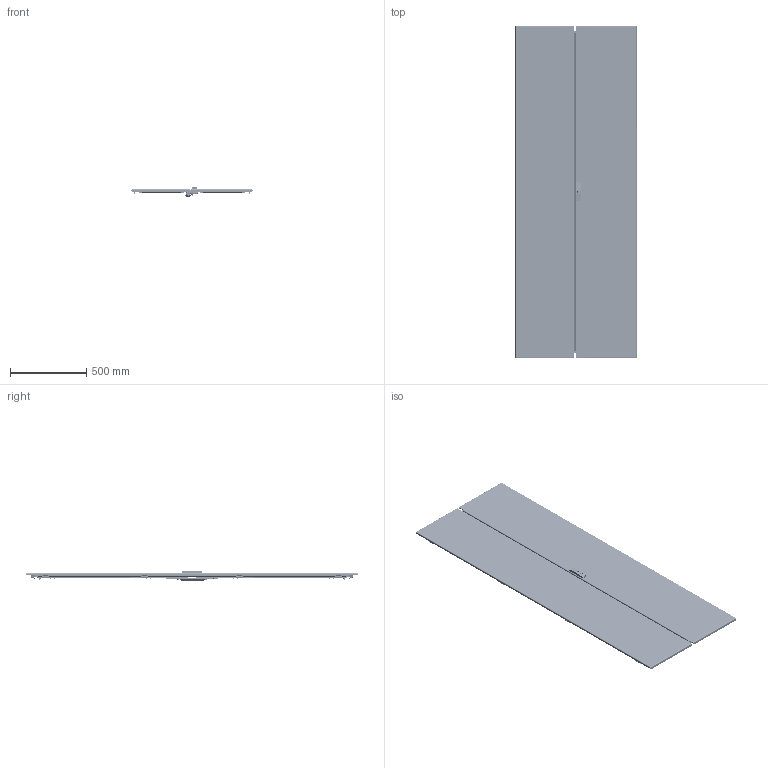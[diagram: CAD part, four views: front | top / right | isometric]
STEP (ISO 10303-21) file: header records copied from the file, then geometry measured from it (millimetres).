
FILE_DESCRIPTION (( 'STEP AP203' ), '1' );
FILE_NAME ('UR24500220808 Äâåðü ãëóõàÿ äâóõñòâîð÷àòàÿ RS52 220.80 ÑÏ (000.801.444).STEP', '2022-04-11T12:56:30', ( '' ), ( '' ), 'SwSTEP 2.0', 'SolidWorks 2017', '' );
FILE_SCHEMA (( 'CONFIG_CONTROL_DESIGN' ));
Length unit declared in the file: millimetre
Products named in the file (58): Óïëîòíèòåëü òèï Å äâåðè ëåâîé RS52; 040-190 Òÿãà êðóãëàÿ LC3_05 (220.00); 040-188 Óïîð äâåðè; 000.210.515 Îñíîâàíèå äâåðè ëåâîé RS52 220.00_00 (220.80); Øïèëüêà ðåçüáîâàÿ Ì6_Œ6å20; Âèíò DIN 7500 C TORX_Œ5å16; 000.210.514 Îñíîâàíèå äâåðè ïðàâîé RS52 220.00_00 (220.80); 025-244 Ïëàíêà çàïîðíàÿ LC3_04 (220.00); 000.169.173 Óïîð äâåðè; 鍔錓_7798_M6x12; 嵑殧趌6402_6; 048-06 Ïðóæèíà ïåòëè çàæèìíàÿ; 000.203.237 Äâåðü ãëóõàÿ ëåâàÿ RS52 220.00_00 (220.80); 012-1988 Ïàíåëü äâåðè ïðàâîé RS52 220.00_00 (220.80); ﾘ琺矜 ⅰⅱ浯 Star-lock_6; 028-98 Ñêîáà; 000.800.088 Òÿãà êðóãëàÿ LC3_05 (220.00); 029-326 ﾊ煇鳫; 000.800.087 Ïëàíêà çàïîðíàÿ LC3_04 (220.00); Çàêëåïêà ðåçüáîâàÿ óìåíüøåííûé áîðòèê øåñòèãðàííàÿ_Œ5å14; 040-172 Ïëàíêà çàïîðíàÿ_00; Óïëîòíèòåëü òèï Å óïîðà äâåðè RS52; 054-200 Ñòîéêà äâåðè RS52_05 (220.00); 028-135 Ñêîáà; 嵑殧趌11371_6; MS896 Çàìîê-íàêëàäêà îñíîâíàÿ äëÿ LC_‡ ªàëâ®; Óïëîòíèòåëü ÏÏÓ äëÿ äâåðè ïðàâîé LC3 âåð. 2_15 (220å40); hex flange nut_din_Hexagon Flange Nut DIN 6923 - M6 - N; Øïèëüêà ïðèâàðíàÿ íåðåçüáîâàÿ_6å10; 012-1989 Ïàíåëü äâåðè ëåâîé RS52 220.00_00 (220.80); 024-315 Ïëàñòèíà òÿãè êðóãëîé; Âèíò DIN 7500 C TORX_Œ5å12; 040-162 ßçûê çàìêà; 061-20 Âñòàâêà Ì6; Âèíò ISO 10642 TX_Œ5å10; 029-325 ﾊ煇鳫; 016-90 Øòûðü ïåòëè LC3; Øïèëüêà çàçåìëåíèÿ CKF CS_Œ6å16; Óïëîòíèòåëü ÏÏÓ äâåðè ëåâîé RS52_15 (220å40); 025-245 Ïëàíêà çàïîðíàÿ LC3_04 (220.00) ...
Assembly tree (193 placements, depth 4):
  UR24500220808 Äâåðü ãëóõàÿ äâóõñòâîð÷àòàÿ RS52 220.80 ÑÏ (000.801.444)
    000.203.236 Äâåðü ãëóõàÿ ïðàâàÿ RS52 220.00_00 (220.80)
      000.210.514 Îñíîâàíèå äâåðè ïðàâîé RS52 220.00_00 (220.80)
        012-1988 Ïàíåëü äâåðè ïðàâîé RS52 220.00_00 (220.80)
        Øïèëüêà ðåçüáîâàÿ Ì6_Œ5å12  x10
        Øïèëüêà çàçåìëåíèÿ CKF CS_Œ6å16  x2
        Øïèëüêà ðåçüáîâàÿ Ì6_Œ6å12  x6
        050-42 Âòóëêà ñêðûòîé ïåòëè  x4
      MS896 Çàìîê-íàêëàäêà îñíîâíàÿ äëÿ LC_‡ ªàëâ®
      Âèíò ISO 10642 TX_Œ5å10  x2
      040-172 Ïëàíêà çàïîðíàÿ_00
      000.800.086 Ïëàíêà çàïîðíàÿ LC3_04 (220.00)
        025-244 Ïëàíêà çàïîðíàÿ LC3_04 (220.00)
        028-98 Ñêîáà  x2
      000.800.087 Ïëàíêà çàïîðíàÿ LC3_04 (220.00)
        025-245 Ïëàíêà çàïîðíàÿ LC3_04 (220.00)
        028-98 Ñêîáà  x2
      ﾘ琺矜 ⅰⅱ浯 Star-lock_6  x6
      000.231.045 Ðàìà óñèëèâàþùàÿ RS52_20 (220.40)
        054-200 Ñòîéêà äâåðè RS52_05 (220.00)  x2
        054-201 Ïîïåðå÷èíà äâåðè RS52_00 (00.40)  x2
        029-373 Ñîåäèíèòåëü óãëîâîé ðàìêè äâåðè RS52  x4
        Âèíò DIN 7500 C TORX_Œ5å16  x8
      Ãàéêà Ýðèêñîíà Ì5 ñ ïëîñêîé ãîëîâêîé  x10
      Óïëîòíèòåëü ÏÏÓ äëÿ äâåðè ïðàâîé LC3 âåð. 2_15 (220å40)
    000.203.237 Äâåðü ãëóõàÿ ëåâàÿ RS52 220.00_00 (220.80)
      000.210.515 Îñíîâàíèå äâåðè ëåâîé RS52 220.00_00 (220.80)
        012-1989 Ïàíåëü äâåðè ëåâîé RS52 220.00_00 (220.80)
        Øïèëüêà ðåçüáîâàÿ Ì6_Œ5å12  x10
        Øïèëüêà çàçåìëåíèÿ CKF CS_Œ6å16  x2
        Øïèëüêà ðåçüáîâàÿ Ì6_Œ6å20  x2
        050-42 Âòóëêà ñêðûòîé ïåòëè  x4
        029-325 ﾊ煇鳫  x2
      029-326 ﾊ煇鳫
      Çàêëåïêà ðåçüáîâàÿ óìåíüøåííûé áîðòèê øåñòèãðàííàÿ_Œ5å14  x10
      Âèíò ISO 7380-2 TX_Œ5å16  x2
      219-1-2-00 Çàìîê-ðó÷êà ñ ìåõàíèçìîì
      040-162 ßçûê çàìêà
      040-162-01 ßçûê çàìêà
      061-20 Âñòàâêà Ì6  x2
      嵑殧趌11371_6  x2
      嵑殧趌6402_6  x2
      蹴濋趌5915_M6  x2
      000.800.088 Òÿãà êðóãëàÿ LC3_05 (220.00)  x2
        040-190 Òÿãà êðóãëàÿ LC3_05 (220.00)
        024-315 Ïëàñòèíà òÿãè êðóãëîé
        024-344 Ïëàñòèíà òÿãè êðóãëîé
        Øïèëüêà ïðèâàðíàÿ íåðåçüáîâàÿ_6å10
      鍔錓_7798_M6x12  x2
      hex flange nut_din_Hexagon Flange Nut DIN 6923 - M6 - N  x2
      ﾘ琺矜 ⅰⅱ浯 Star-lock_6  x2
      000.231.045 Ðàìà óñèëèâàþùàÿ RS52_20 (220.40)
        054-200 Ñòîéêà äâåðè RS52_05 (220.00)  x2
        054-201 Ïîïåðå÷èíà äâåðè RS52_00 (00.40)  x2
        029-373 Ñîåäèíèòåëü óãëîâîé ðàìêè äâåðè RS52  x4
        Âèíò DIN 7500 C TORX_Œ5å16  x8
      Ãàéêà Ýðèêñîíà Ì5 ñ ïëîñêîé ãîëîâêîé  x10
      Óïëîòíèòåëü ÏÏÓ äâåðè ëåâîé RS52_15 (220å40)
      028-135 Ñêîáà  x4
      Âèíò ISO 10642 TX_Œ5å16  x8
Bounding box: 796.8 x 2184 x 69.25 mm (x, y, z)
Volume: 6079393.7 mm3; surface area: 6096570.4 mm2
Topology: 229 solids, 233 shells, 8318 faces, 21350 edges, 13427 vertices
Faces by surface type: plane 3492, cylinder 3460, cone 796, bspline 284, torus 246, sphere 40
Entity records: 79094 total; most frequent: CARTESIAN_POINT 16504, DIRECTION 11420, ORIENTED_EDGE 10576, EDGE_CURVE 5291, AXIS2_PLACEMENT_3D 4217, VERTEX_POINT 3332, LINE 2986, VECTOR 2986
